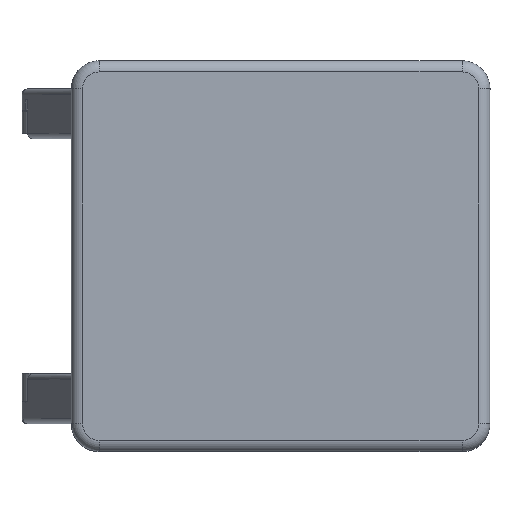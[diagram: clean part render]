
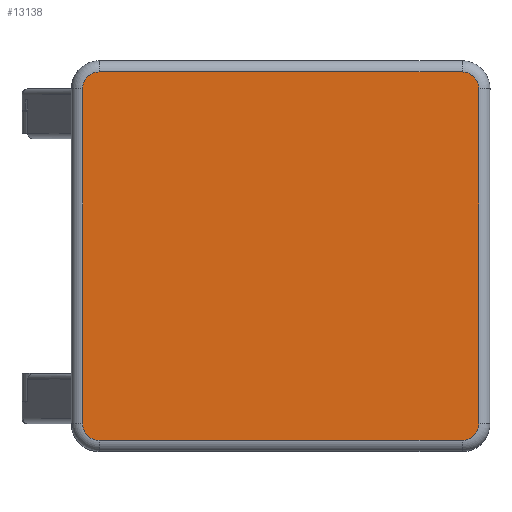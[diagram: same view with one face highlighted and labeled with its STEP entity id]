
A CAD part, front view. The second image highlights one B-rep face of the part: STEP entity #13138.
In plain terms, the highlighted planar face has unit normal (0, -1, 0).
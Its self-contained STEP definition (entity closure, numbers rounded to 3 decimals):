
#471=PLANE('',#14293);
#1142=FACE_OUTER_BOUND('',#1922,.T.);
#1922=EDGE_LOOP('',(#11437,#11438,#11439,#11440,#11441,#11442,#11443,#11444));
#2501=CIRCLE('',#14273,3.);
#2505=CIRCLE('',#14279,3.);
#2509=CIRCLE('',#14285,3.);
#2513=CIRCLE('',#14291,3.);
#3667=LINE('',#21669,#5015);
#3669=LINE('',#21681,#5017);
#3671=LINE('',#21693,#5019);
#3673=LINE('',#21705,#5021);
#5015=VECTOR('',#17480,10.);
#5017=VECTOR('',#17494,10.);
#5019=VECTOR('',#17508,10.);
#5021=VECTOR('',#17522,10.);
#6309=VERTEX_POINT('',#21666);
#6310=VERTEX_POINT('',#21668);
#6312=VERTEX_POINT('',#21674);
#6314=VERTEX_POINT('',#21680);
#6316=VERTEX_POINT('',#21686);
#6318=VERTEX_POINT('',#21692);
#6320=VERTEX_POINT('',#21698);
#6322=VERTEX_POINT('',#21704);
#8060=EDGE_CURVE('',#6309,#6310,#3667,.T.);
#8063=EDGE_CURVE('',#6310,#6312,#2501,.T.);
#8066=EDGE_CURVE('',#6312,#6314,#3669,.T.);
#8069=EDGE_CURVE('',#6314,#6316,#2505,.T.);
#8072=EDGE_CURVE('',#6316,#6318,#3671,.T.);
#8075=EDGE_CURVE('',#6318,#6320,#2509,.T.);
#8078=EDGE_CURVE('',#6320,#6322,#3673,.T.);
#8081=EDGE_CURVE('',#6322,#6309,#2513,.T.);
#11437=ORIENTED_EDGE('',*,*,#8060,.F.);
#11438=ORIENTED_EDGE('',*,*,#8081,.F.);
#11439=ORIENTED_EDGE('',*,*,#8078,.F.);
#11440=ORIENTED_EDGE('',*,*,#8075,.F.);
#11441=ORIENTED_EDGE('',*,*,#8072,.F.);
#11442=ORIENTED_EDGE('',*,*,#8069,.F.);
#11443=ORIENTED_EDGE('',*,*,#8066,.F.);
#11444=ORIENTED_EDGE('',*,*,#8063,.F.);
#13138=ADVANCED_FACE('',(#1142),#471,.F.);
#14273=AXIS2_PLACEMENT_3D('',#21675,#17486,#17487);
#14279=AXIS2_PLACEMENT_3D('',#21687,#17500,#17501);
#14285=AXIS2_PLACEMENT_3D('',#21699,#17514,#17515);
#14291=AXIS2_PLACEMENT_3D('',#21710,#17528,#17529);
#14293=AXIS2_PLACEMENT_3D('',#21712,#17532,#17533);
#17480=DIRECTION('',(1.,0.,0.));
#17486=DIRECTION('center_axis',(0.,1.,0.));
#17487=DIRECTION('ref_axis',(0.707,0.,0.707));
#17494=DIRECTION('',(0.,0.,-1.));
#17500=DIRECTION('center_axis',(0.,1.,0.));
#17501=DIRECTION('ref_axis',(0.707,0.,-0.707));
#17508=DIRECTION('',(-1.,0.,0.));
#17514=DIRECTION('center_axis',(0.,1.,0.));
#17515=DIRECTION('ref_axis',(-0.707,0.,-0.707));
#17522=DIRECTION('',(0.,0.,1.));
#17528=DIRECTION('center_axis',(0.,1.,0.));
#17529=DIRECTION('ref_axis',(-0.707,0.,0.707));
#17532=DIRECTION('center_axis',(0.,1.,0.));
#17533=DIRECTION('ref_axis',(0.,0.,1.));
#21666=CARTESIAN_POINT('',(-34.042,-15.,16.));
#21668=CARTESIAN_POINT('',(30.958,-15.,16.));
#21669=CARTESIAN_POINT('',(-34.042,-15.,16.));
#21674=CARTESIAN_POINT('',(33.958,-15.,13.));
#21675=CARTESIAN_POINT('Origin',(30.958,-15.,13.));
#21680=CARTESIAN_POINT('',(33.958,-15.,-47.));
#21681=CARTESIAN_POINT('',(33.958,-15.,-17.));
#21686=CARTESIAN_POINT('',(30.958,-15.,-50.));
#21687=CARTESIAN_POINT('Origin',(30.958,-15.,-47.));
#21692=CARTESIAN_POINT('',(-34.042,-15.,-50.));
#21693=CARTESIAN_POINT('',(-34.042,-15.,-50.));
#21698=CARTESIAN_POINT('',(-37.042,-15.,-47.));
#21699=CARTESIAN_POINT('Origin',(-34.042,-15.,-47.));
#21704=CARTESIAN_POINT('',(-37.042,-15.,13.));
#21705=CARTESIAN_POINT('',(-37.042,-15.,0.));
#21710=CARTESIAN_POINT('Origin',(-34.042,-15.,13.));
#21712=CARTESIAN_POINT('Origin',(-34.042,-15.,13.));
